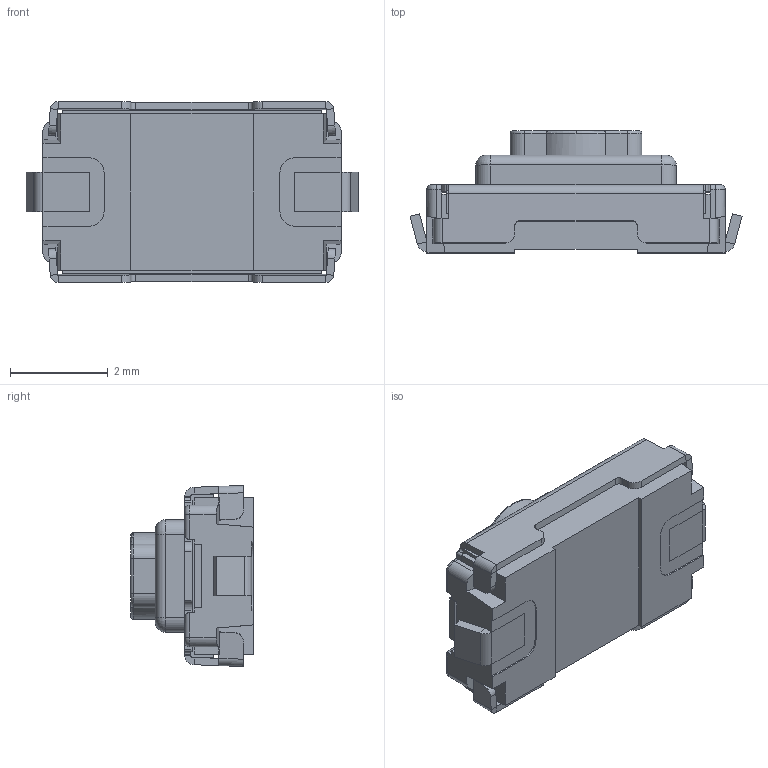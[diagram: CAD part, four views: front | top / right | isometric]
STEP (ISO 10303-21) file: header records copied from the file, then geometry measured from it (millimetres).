
FILE_DESCRIPTION (( 'STEP AP214' ), '1' );
FILE_NAME ('SKQYAB.STEP', '2012-09-04T09:46:40', ( ' ' ), ( '' ), 'SwSTEP 2.0', 'SolidWorks 2010', '' );
FILE_SCHEMA (( 'AUTOMOTIVE_DESIGN' ));
Length unit declared in the file: millimetre
Products named in the file (1): SKQYAB
Bounding box: 6.79 x 2.5 x 3.7 mm (x, y, z)
Volume: 35.1 mm3; surface area: 103.9 mm2
Topology: 1 solids, 1 shells, 291 faces, 758 edges, 470 vertices
Faces by surface type: plane 179, cylinder 95, torus 15, bspline 2
Entity records: 11964 total; most frequent: CARTESIAN_POINT 1712, ORIENTED_EDGE 1516, DIRECTION 1507, EDGE_CURVE 758, LINE 545, VECTOR 545, AXIS2_PLACEMENT_3D 481, VERTEX_POINT 470
